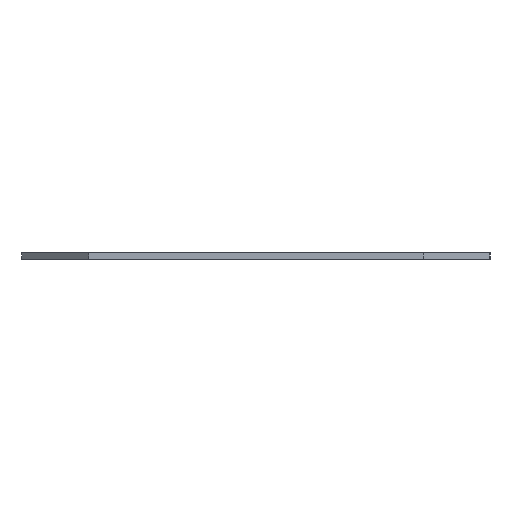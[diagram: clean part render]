
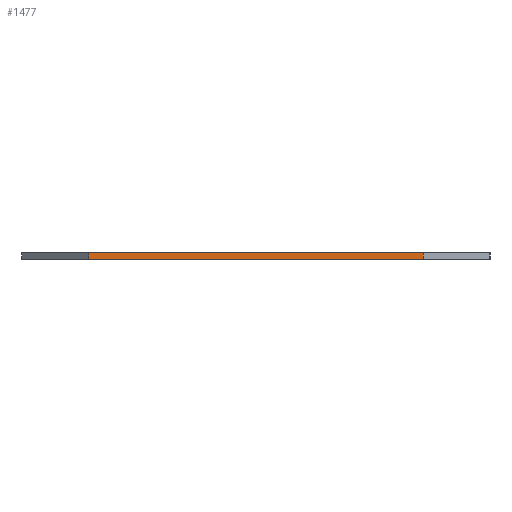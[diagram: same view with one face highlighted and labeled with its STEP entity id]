
A CAD part, left-side view. The second image highlights one B-rep face of the part: STEP entity #1477.
In plain terms, the highlighted planar face has unit normal (-1, 0, 0).
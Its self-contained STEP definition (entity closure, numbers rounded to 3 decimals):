
#178=DIRECTION('',(0.,-1.,0.));
#179=VECTOR('',#178,100.);
#180=CARTESIAN_POINT('',(-345.,50.,0.));
#181=LINE('',#180,#179);
#402=DIRECTION('',(0.,-1.,0.));
#403=VECTOR('',#402,100.);
#404=CARTESIAN_POINT('',(-345.,50.,2.));
#405=LINE('',#404,#403);
#550=DIRECTION('',(0.,0.,-1.));
#551=VECTOR('',#550,2.);
#552=CARTESIAN_POINT('',(-345.,50.,2.));
#553=LINE('',#552,#551);
#554=DIRECTION('',(0.,0.,-1.));
#555=VECTOR('',#554,2.);
#556=CARTESIAN_POINT('',(-345.,-50.,2.));
#557=LINE('',#556,#555);
#670=CARTESIAN_POINT('',(-345.,50.,0.));
#672=VERTEX_POINT('',#670);
#676=CARTESIAN_POINT('',(-345.,50.,2.));
#677=VERTEX_POINT('',#676);
#679=CARTESIAN_POINT('',(-345.,-50.,0.));
#681=VERTEX_POINT('',#679);
#682=CARTESIAN_POINT('',(-345.,-50.,2.));
#683=VERTEX_POINT('',#682);
#1466=CARTESIAN_POINT('',(-345.,0.,1.));
#1467=DIRECTION('',(1.,0.,0.));
#1468=DIRECTION('',(0.,-1.,0.));
#1469=AXIS2_PLACEMENT_3D('',#1466,#1467,#1468);
#1470=PLANE('',#1469);
#1471=ORIENTED_EDGE('',*,*,#1383,.F.);
#1472=ORIENTED_EDGE('',*,*,#885,.T.);
#1473=ORIENTED_EDGE('',*,*,#1459,.T.);
#1474=ORIENTED_EDGE('',*,*,#725,.F.);
#1475=EDGE_LOOP('',(#1471,#1472,#1473,#1474));
#1476=FACE_OUTER_BOUND('',#1475,.F.);
#1477=ADVANCED_FACE('',(#1476),#1470,.F.);
#725=EDGE_CURVE('',#672,#681,#181,.T.);
#885=EDGE_CURVE('',#677,#683,#405,.T.);
#1383=EDGE_CURVE('',#677,#672,#553,.T.);
#1459=EDGE_CURVE('',#683,#681,#557,.T.);
